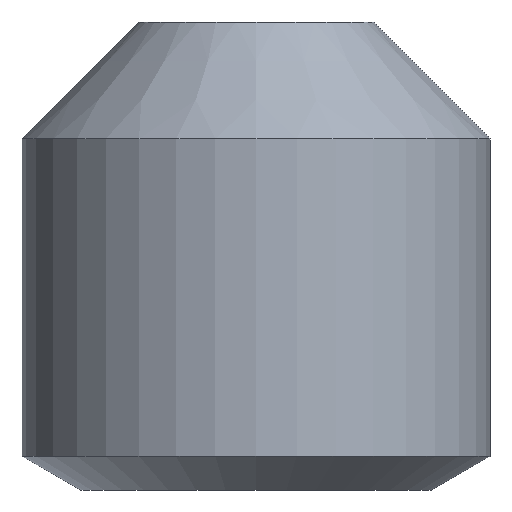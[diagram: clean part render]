
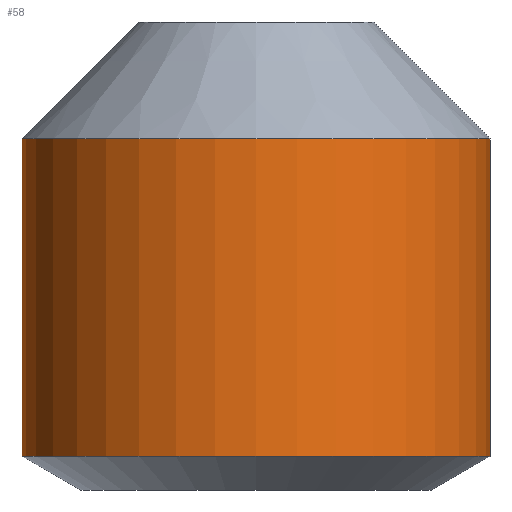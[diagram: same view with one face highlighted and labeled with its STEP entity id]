
A CAD part, left-side view. The second image highlights one B-rep face of the part: STEP entity #58.
In plain terms, the highlighted cylindrical face has radius 2 mm (diameter 4 mm), a partial arc.
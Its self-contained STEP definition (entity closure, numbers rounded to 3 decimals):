
#58=ADVANCED_FACE('',(#81),#77,.T.);
#77=CYLINDRICAL_SURFACE('',#362,2.);
#81=FACE_OUTER_BOUND('',#99,.T.);
#99=EDGE_LOOP('',(#133,#134,#135,#136));
#119=CIRCLE('',#360,2.);
#120=CIRCLE('',#361,2.);
#133=ORIENTED_EDGE('',*,*,#247,.F.);
#134=ORIENTED_EDGE('',*,*,#248,.F.);
#135=ORIENTED_EDGE('',*,*,#249,.T.);
#136=ORIENTED_EDGE('',*,*,#250,.F.);
#221=VERTEX_POINT('',#494);
#222=VERTEX_POINT('',#495);
#223=VERTEX_POINT('',#497);
#224=VERTEX_POINT('',#499);
#247=EDGE_CURVE('',#221,#222,#291,.T.);
#248=EDGE_CURVE('',#223,#221,#119,.T.);
#249=EDGE_CURVE('',#223,#224,#292,.T.);
#250=EDGE_CURVE('',#222,#224,#120,.T.);
#291=LINE('',#493,#315);
#292=LINE('',#498,#316);
#315=VECTOR('',#399,1.);
#316=VECTOR('',#402,1.);
#360=AXIS2_PLACEMENT_3D('',#496,#400,#401);
#361=AXIS2_PLACEMENT_3D('',#500,#403,#404);
#362=AXIS2_PLACEMENT_3D('',#501,#405,#406);
#399=DIRECTION('',(0.,0.,1.));
#400=DIRECTION('',(0.,0.,-1.));
#401=DIRECTION('',(0.,-1.,0.));
#402=DIRECTION('',(0.,0.,1.));
#403=DIRECTION('',(0.,0.,1.));
#404=DIRECTION('',(0.,1.,0.));
#405=DIRECTION('',(0.,0.,-1.));
#406=DIRECTION('',(0.,-1.,0.));
#493=CARTESIAN_POINT('',(0.,2.,0.289));
#494=CARTESIAN_POINT('',(0.,2.,0.289));
#495=CARTESIAN_POINT('',(0.,2.,3.));
#496=CARTESIAN_POINT('',(0.,0.,0.289));
#497=CARTESIAN_POINT('',(0.,-2.,0.289));
#498=CARTESIAN_POINT('',(0.,-2.,0.289));
#499=CARTESIAN_POINT('',(0.,-2.,3.));
#500=CARTESIAN_POINT('',(0.,0.,3.));
#501=CARTESIAN_POINT('',(0.,0.,4.2));
